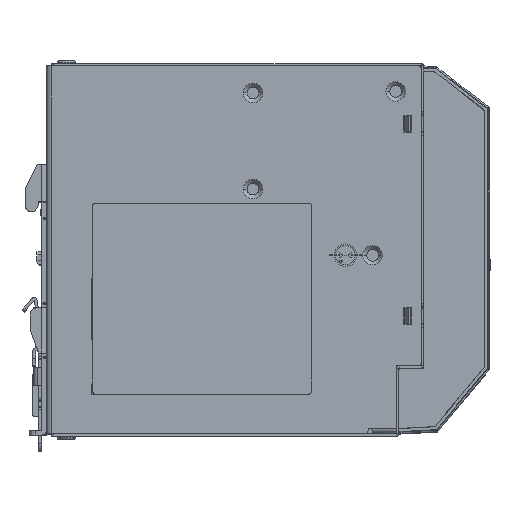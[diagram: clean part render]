
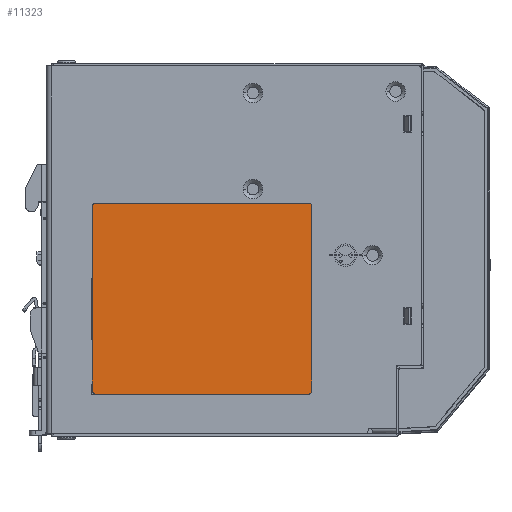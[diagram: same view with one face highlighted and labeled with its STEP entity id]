
A CAD part, top view. The second image highlights one B-rep face of the part: STEP entity #11323.
In plain terms, the highlighted planar face has unit normal (0, 0, 1).
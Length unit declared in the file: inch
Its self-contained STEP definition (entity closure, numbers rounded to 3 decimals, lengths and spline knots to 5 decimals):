
#2462 = DIRECTION ( 'NONE',  ( 0., 0., 1. ) ) ;
#3464 = ORIENTED_EDGE ( 'NONE', *, *, #133283, .T. ) ;
#6785 = DIRECTION ( 'NONE',  ( -1., 0., 0. ) ) ;
#9421 = CARTESIAN_POINT ( 'NONE',  ( 0.77629, 3.05118, -0.00201 ) ) ;
#10408 = ORIENTED_EDGE ( 'NONE', *, *, #24853, .T. ) ;
#10417 = LINE ( 'NONE', #22608, #105699 ) ;
#11323 = ADVANCED_FACE ( 'NONE', ( #40248 ), #95622, .T. ) ;
#13756 = CARTESIAN_POINT ( 'NONE',  ( 3.57157, 0.59055, -0.00201 ) ) ;
#16947 = VERTEX_POINT ( 'NONE', #9421 ) ;
#17032 = CARTESIAN_POINT ( 'NONE',  ( 3.61094, 3.01181, -0.00201 ) ) ;
#20279 = DIRECTION ( 'NONE',  ( -1., 0., 0. ) ) ;
#22608 = CARTESIAN_POINT ( 'NONE',  ( 3.61094, 0.59055, -0.00201 ) ) ;
#24853 = EDGE_CURVE ( 'NONE', #55128, #87415, #10417, .T. ) ;
#25542 = VECTOR ( 'NONE', #111562, 39.37008 ) ;
#28150 = AXIS2_PLACEMENT_3D ( 'NONE', #38217, #48554, #51093 ) ;
#29195 = VECTOR ( 'NONE', #6785, 39.37008 ) ;
#37913 = EDGE_CURVE ( 'NONE', #87415, #57142, #130926, .T. ) ;
#38217 = CARTESIAN_POINT ( 'NONE',  ( 0.77629, 3.01181, -0.00201 ) ) ;
#39830 = AXIS2_PLACEMENT_3D ( 'NONE', #66962, #83403, #96473 ) ;
#40248 = FACE_OUTER_BOUND ( 'NONE', #89231, .T. ) ;
#42946 = EDGE_CURVE ( 'NONE', #85624, #55128, #121138, .T. ) ;
#45365 = CARTESIAN_POINT ( 'NONE',  ( 0.77629, 0.59055, -0.00201 ) ) ;
#46528 = CARTESIAN_POINT ( 'NONE',  ( 0.73692, 3.01181, -0.00201 ) ) ;
#48554 = DIRECTION ( 'NONE',  ( 0., 0., 1. ) ) ;
#51093 = DIRECTION ( 'NONE',  ( 0., 1., 0. ) ) ;
#51229 = CARTESIAN_POINT ( 'NONE',  ( 0.77629, 0.55118, -0.00201 ) ) ;
#55128 = VERTEX_POINT ( 'NONE', #150610 ) ;
#57142 = VERTEX_POINT ( 'NONE', #151743 ) ;
#58645 = LINE ( 'NONE', #113301, #29195 ) ;
#65272 = DIRECTION ( 'NONE',  ( 1., 0., 0. ) ) ;
#66569 = ORIENTED_EDGE ( 'NONE', *, *, #117044, .T. ) ;
#66962 = CARTESIAN_POINT ( 'NONE',  ( 3.61094, 3.05118, -0.00201 ) ) ;
#68709 = ORIENTED_EDGE ( 'NONE', *, *, #149562, .T. ) ;
#76180 = DIRECTION ( 'NONE',  ( 0., 1., 0. ) ) ;
#79742 = DIRECTION ( 'NONE',  ( 1., 0., 0. ) ) ;
#83403 = DIRECTION ( 'NONE',  ( 0., 0., 1. ) ) ;
#84261 = VERTEX_POINT ( 'NONE', #113736 ) ;
#85624 = VERTEX_POINT ( 'NONE', #112261 ) ;
#86670 = AXIS2_PLACEMENT_3D ( 'NONE', #131136, #101798, #65272 ) ;
#87415 = VERTEX_POINT ( 'NONE', #17032 ) ;
#88319 = AXIS2_PLACEMENT_3D ( 'NONE', #45365, #138000, #20279 ) ;
#89231 = EDGE_LOOP ( 'NONE', ( #10408, #169763, #3464, #68709, #90409, #93315, #66569, #149886 ) ) ;
#90202 = LINE ( 'NONE', #51229, #129061 ) ;
#90409 = ORIENTED_EDGE ( 'NONE', *, *, #145612, .T. ) ;
#93315 = ORIENTED_EDGE ( 'NONE', *, *, #134669, .T. ) ;
#93350 = DIRECTION ( 'NONE',  ( 0., -1., 0. ) ) ;
#95622 = PLANE ( 'NONE',  #39830 ) ;
#96428 = AXIS2_PLACEMENT_3D ( 'NONE', #13756, #2462, #93350 ) ;
#96473 = DIRECTION ( 'NONE',  ( 1., 0., 0. ) ) ;
#101798 = DIRECTION ( 'NONE',  ( 0., 0., 1. ) ) ;
#105699 = VECTOR ( 'NONE', #76180, 39.37008 ) ;
#111562 = DIRECTION ( 'NONE',  ( 0., -1., 0. ) ) ;
#112261 = CARTESIAN_POINT ( 'NONE',  ( 3.57157, 0.55118, -0.00201 ) ) ;
#113301 = CARTESIAN_POINT ( 'NONE',  ( 3.57157, 3.05118, -0.00201 ) ) ;
#113736 = CARTESIAN_POINT ( 'NONE',  ( 0.77629, 0.55118, -0.00201 ) ) ;
#117044 = EDGE_CURVE ( 'NONE', #84261, #85624, #90202, .T. ) ;
#119730 = VERTEX_POINT ( 'NONE', #125926 ) ;
#121138 = CIRCLE ( 'NONE', #96428, 0.03937 ) ;
#121406 = CIRCLE ( 'NONE', #88319, 0.03937 ) ;
#125299 = LINE ( 'NONE', #46528, #25542 ) ;
#125926 = CARTESIAN_POINT ( 'NONE',  ( 0.73692, 3.01181, -0.00201 ) ) ;
#129061 = VECTOR ( 'NONE', #79742, 39.37008 ) ;
#130926 = CIRCLE ( 'NONE', #86670, 0.03937 ) ;
#131136 = CARTESIAN_POINT ( 'NONE',  ( 3.57157, 3.01181, -0.00201 ) ) ;
#133194 = CIRCLE ( 'NONE', #28150, 0.03937 ) ;
#133283 = EDGE_CURVE ( 'NONE', #57142, #16947, #58645, .T. ) ;
#134669 = EDGE_CURVE ( 'NONE', #169065, #84261, #121406, .T. ) ;
#138000 = DIRECTION ( 'NONE',  ( 0., 0., 1. ) ) ;
#145612 = EDGE_CURVE ( 'NONE', #119730, #169065, #125299, .T. ) ;
#149562 = EDGE_CURVE ( 'NONE', #16947, #119730, #133194, .T. ) ;
#149886 = ORIENTED_EDGE ( 'NONE', *, *, #42946, .T. ) ;
#150610 = CARTESIAN_POINT ( 'NONE',  ( 3.61094, 0.59055, -0.00201 ) ) ;
#151743 = CARTESIAN_POINT ( 'NONE',  ( 3.57157, 3.05118, -0.00201 ) ) ;
#154207 = CARTESIAN_POINT ( 'NONE',  ( 0.73692, 0.59055, -0.00201 ) ) ;
#169065 = VERTEX_POINT ( 'NONE', #154207 ) ;
#169763 = ORIENTED_EDGE ( 'NONE', *, *, #37913, .T. ) ;
